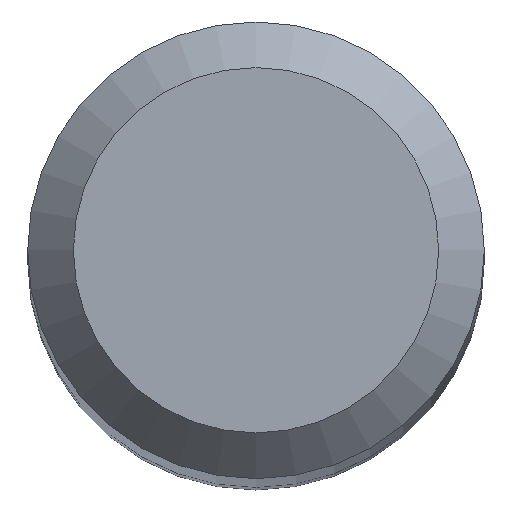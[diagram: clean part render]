
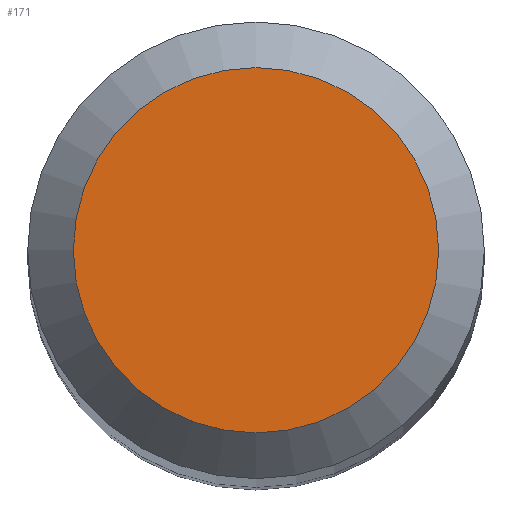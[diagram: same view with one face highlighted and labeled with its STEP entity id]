
A CAD part, top view. The second image highlights one B-rep face of the part: STEP entity #171.
In plain terms, the highlighted planar face has unit normal (0, 0, 1).
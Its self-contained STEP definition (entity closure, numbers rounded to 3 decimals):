
#1 = VERTEX_POINT ( 'NONE', #95 ) ;
#3 = EDGE_CURVE ( 'NONE', #1, #1, #157, .T. ) ;
#9 = DIRECTION ( 'NONE',  ( 0., 0., -1. ) ) ;
#14 = DIRECTION ( 'NONE',  ( 0., 0., -1. ) ) ;
#24 = AXIS2_PLACEMENT_3D ( 'NONE', #150, #9, #74 ) ;
#29 = DIRECTION ( 'NONE',  ( 0., 1., 0. ) ) ;
#74 = DIRECTION ( 'NONE',  ( 0., 1., 0. ) ) ;
#95 = CARTESIAN_POINT ( 'NONE',  ( 0., 1.4, 50. ) ) ;
#106 = FACE_OUTER_BOUND ( 'NONE', #117, .T. ) ;
#117 = EDGE_LOOP ( 'NONE', ( #197 ) ) ;
#150 = CARTESIAN_POINT ( 'NONE',  ( 0., 0., 50. ) ) ;
#157 = CIRCLE ( 'NONE', #24, 1.4 ) ;
#171 = ADVANCED_FACE ( 'NONE', ( #106 ), #174, .F. ) ;
#174 = PLANE ( 'NONE',  #184 ) ;
#184 = AXIS2_PLACEMENT_3D ( 'NONE', #186, #14, #29 ) ;
#186 = CARTESIAN_POINT ( 'NONE',  ( 0., 0., 50. ) ) ;
#197 = ORIENTED_EDGE ( 'NONE', *, *, #3, .F. ) ;
